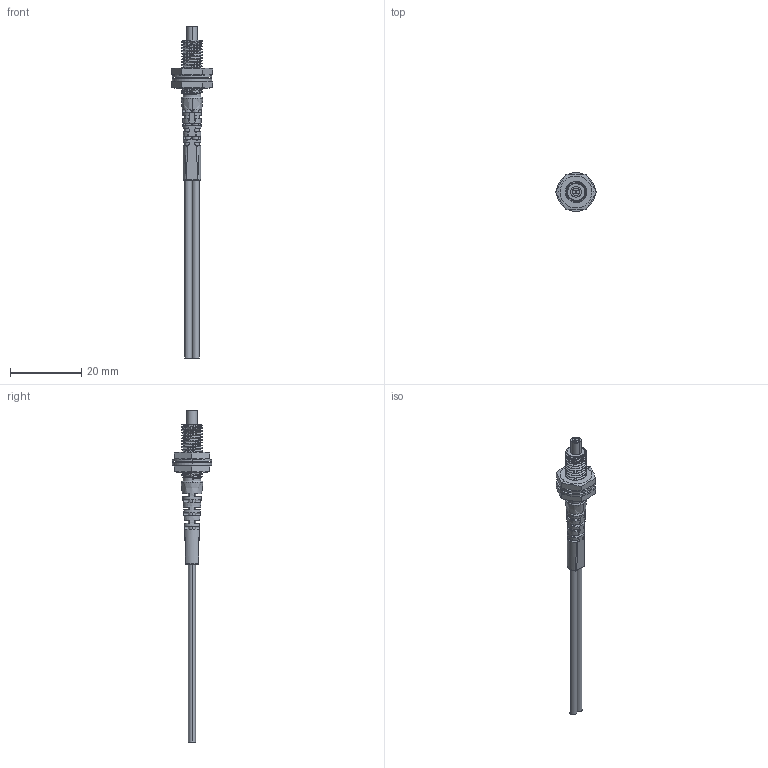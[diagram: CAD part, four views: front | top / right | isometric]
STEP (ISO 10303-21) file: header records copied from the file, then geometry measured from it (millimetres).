
FILE_DESCRIPTION (( 'STEP AP214' ), '1' );
FILE_NAME ('OFM6-DR.STEP', '2020-05-28T07:50:41', ( 'managet2' ), ( '' ), 'SwSTEP 2.0', 'SolidWorks 2016', '' );
FILE_SCHEMA (( 'AUTOMOTIVE_DESIGN' ));
Length unit declared in the file: millimetre
Products named in the file (9): Ãàéêà-1; OFM6-DR-1; OFM6-DR; toothed lock washer_a_jis_JIS B 1255 A 6
Assembly tree (5 placements, depth 2):
  Ãàéêà-1
  OFM6-DR-1
  OFM6-DR
    OFM6-DR-1
    Ãàéêà-1  x2
    toothed lock washer_a_jis_JIS B 1255 A 6  x2
  toothed lock washer_a_jis_JIS B 1255 A 6
  toothed lock washer_a_jis_JIS B 1255 A 6
Bounding box: 11.55 x 11 x 93.5 mm (x, y, z)
Volume: 1455.5 mm3; surface area: 4435.3 mm2
Topology: 15 solids, 15 shells, 340 faces, 946 edges, 616 vertices
Faces by surface type: cylinder 163, plane 108, bspline 63, cone 6
Entity records: 15245 total; most frequent: CARTESIAN_POINT 8633, ORIENTED_EDGE 1554, DIRECTION 1038, EDGE_CURVE 777, VERTEX_POINT 505, AXIS2_PLACEMENT_3D 390, EDGE_LOOP 310, ADVANCED_FACE 278
